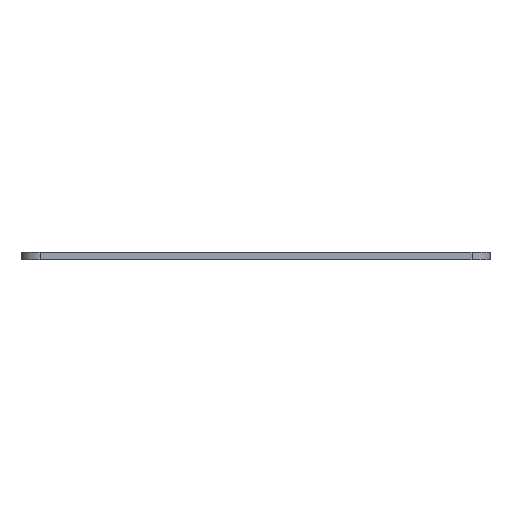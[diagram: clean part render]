
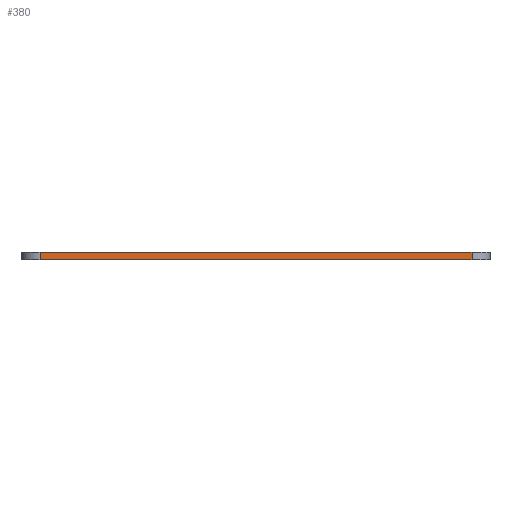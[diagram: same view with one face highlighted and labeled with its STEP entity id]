
A CAD part, left-side view. The second image highlights one B-rep face of the part: STEP entity #380.
In plain terms, the highlighted planar face has unit normal (-1, 0, 0).
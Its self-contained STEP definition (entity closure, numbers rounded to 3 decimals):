
#25 = EDGE_CURVE ( 'NONE', #1324, #419, #971, .T. ) ;
#75 = DIRECTION ( 'NONE',  ( 0., 1., 0. ) ) ;
#124 = CARTESIAN_POINT ( 'NONE',  ( -155., 60., 0. ) ) ;
#165 = ORIENTED_EDGE ( 'NONE', *, *, #526, .T. ) ;
#215 = FACE_OUTER_BOUND ( 'NONE', #1078, .T. ) ;
#278 = CARTESIAN_POINT ( 'NONE',  ( -155., 65., 2. ) ) ;
#321 = VECTOR ( 'NONE', #790, 1000. ) ;
#355 = LINE ( 'NONE', #1316, #626 ) ;
#380 = ADVANCED_FACE ( 'NONE', ( #215 ), #1298, .F. ) ;
#419 = VERTEX_POINT ( 'NONE', #699 ) ;
#432 = EDGE_CURVE ( 'NONE', #1247, #1324, #355, .T. ) ;
#502 = AXIS2_PLACEMENT_3D ( 'NONE', #795, #695, #75 ) ;
#517 = ORIENTED_EDGE ( 'NONE', *, *, #432, .T. ) ;
#524 = CARTESIAN_POINT ( 'NONE',  ( -155., -60., 2. ) ) ;
#526 = EDGE_CURVE ( 'NONE', #792, #1247, #558, .T. ) ;
#558 = LINE ( 'NONE', #934, #836 ) ;
#578 = ORIENTED_EDGE ( 'NONE', *, *, #951, .F. ) ;
#624 = LINE ( 'NONE', #278, #321 ) ;
#626 = VECTOR ( 'NONE', #917, 1000. ) ;
#693 = VECTOR ( 'NONE', #734, 1000. ) ;
#695 = DIRECTION ( 'NONE',  ( 1., 0., 0. ) ) ;
#699 = CARTESIAN_POINT ( 'NONE',  ( -155., -60., 2. ) ) ;
#734 = DIRECTION ( 'NONE',  ( 0., 0., 1. ) ) ;
#790 = DIRECTION ( 'NONE',  ( 0., -1., 0. ) ) ;
#792 = VERTEX_POINT ( 'NONE', #976 ) ;
#795 = CARTESIAN_POINT ( 'NONE',  ( -155., 65., 2. ) ) ;
#836 = VECTOR ( 'NONE', #1026, 1000. ) ;
#909 = CARTESIAN_POINT ( 'NONE',  ( -155., -60., 0. ) ) ;
#917 = DIRECTION ( 'NONE',  ( 0., -1., 0. ) ) ;
#934 = CARTESIAN_POINT ( 'NONE',  ( -155., 60., 2. ) ) ;
#951 = EDGE_CURVE ( 'NONE', #792, #419, #624, .T. ) ;
#971 = LINE ( 'NONE', #524, #693 ) ;
#976 = CARTESIAN_POINT ( 'NONE',  ( -155., 60., 2. ) ) ;
#1026 = DIRECTION ( 'NONE',  ( 0., 0., -1. ) ) ;
#1078 = EDGE_LOOP ( 'NONE', ( #517, #1274, #578, #165 ) ) ;
#1247 = VERTEX_POINT ( 'NONE', #124 ) ;
#1274 = ORIENTED_EDGE ( 'NONE', *, *, #25, .T. ) ;
#1298 = PLANE ( 'NONE',  #502 ) ;
#1316 = CARTESIAN_POINT ( 'NONE',  ( -155., 65., 0. ) ) ;
#1324 = VERTEX_POINT ( 'NONE', #909 ) ;
